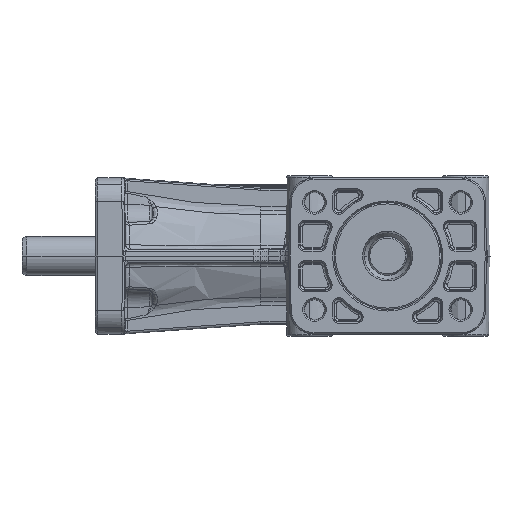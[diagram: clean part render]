
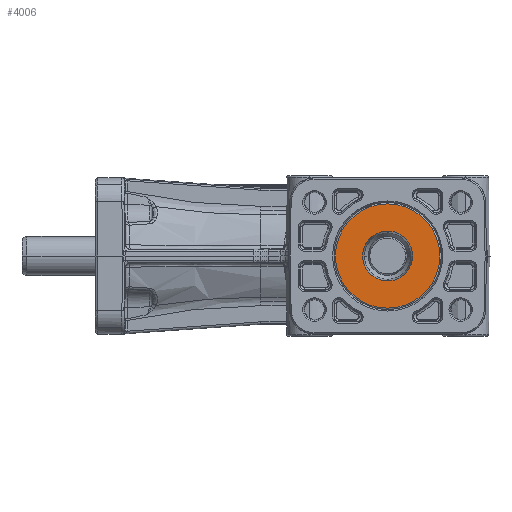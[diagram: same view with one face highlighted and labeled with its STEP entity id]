
A CAD part, left-side view. The second image highlights one B-rep face of the part: STEP entity #4006.
In plain terms, the highlighted planar face has unit normal (-1, 0, 0).
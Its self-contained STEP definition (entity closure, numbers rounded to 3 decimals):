
#4006=ADVANCED_FACE('',(#10321,#10322),#10323,.T.);
#10321=FACE_OUTER_BOUND('',#20685,.T.);
#10322=FACE_BOUND('',#20686,.T.);
#10323=PLANE('',#20687);
#20685=EDGE_LOOP('',(#108586,#108587,#108588));
#20686=EDGE_LOOP('',(#108589,#108590));
#20687=AXIS2_PLACEMENT_3D('',#108591,#108592,#108593);
#108586=ORIENTED_EDGE('',*,*,#128363,.F.);
#108587=ORIENTED_EDGE('',*,*,#128362,.F.);
#108588=ORIENTED_EDGE('',*,*,#128449,.F.);
#108589=ORIENTED_EDGE('',*,*,#128450,.T.);
#108590=ORIENTED_EDGE('',*,*,#128344,.T.);
#108591=CARTESIAN_POINT('',(-31.5,7.914,0.0));
#108592=DIRECTION('',(-1.0,0.0,0.0));
#108593=DIRECTION('',(0.0,0.0,1.0));
#128344=EDGE_CURVE('',#139858,#139855,#139859,.T.);
#128362=EDGE_CURVE('',#139883,#139885,#139886,.T.);
#128363=EDGE_CURVE('',#139885,#139887,#139888,.T.);
#128449=EDGE_CURVE('',#139887,#139883,#140019,.T.);
#128450=EDGE_CURVE('',#139855,#139858,#140020,.T.);
#139855=VERTEX_POINT('',#156591);
#139858=VERTEX_POINT('',#156595);
#139859=CIRCLE('',#156596,5.128);
#139883=VERTEX_POINT('',#156627);
#139885=VERTEX_POINT('',#156629);
#139886=CIRCLE('',#156630,10.7);
#139887=VERTEX_POINT('',#156631);
#139888=CIRCLE('',#156632,10.7);
#140019=CIRCLE('',#157458,10.7);
#140020=CIRCLE('',#157459,5.128);
#156591=CARTESIAN_POINT('',(-31.5,5.128,0.0));
#156595=CARTESIAN_POINT('',(-31.5,-5.128,0.));
#156596=AXIS2_PLACEMENT_3D('',#185652,#185653,#185654);
#156627=CARTESIAN_POINT('',(-31.5,0.,-10.7));
#156629=CARTESIAN_POINT('',(-31.5,10.7,0.0));
#156630=AXIS2_PLACEMENT_3D('',#185680,#185681,#185682);
#156631=CARTESIAN_POINT('',(-31.5,0.,10.7));
#156632=AXIS2_PLACEMENT_3D('',#185683,#185684,#185685);
#157458=AXIS2_PLACEMENT_3D('',#185752,#185753,#185754);
#157459=AXIS2_PLACEMENT_3D('',#185755,#185756,#185757);
#185652=CARTESIAN_POINT('',(-31.5,0.0,0.0));
#185653=DIRECTION('',(1.0,0.0,0.0));
#185654=DIRECTION('',(0.0,1.0,0.0));
#185680=CARTESIAN_POINT('',(-31.5,0.0,0.0));
#185681=DIRECTION('',(1.0,0.0,0.0));
#185682=DIRECTION('',(0.0,1.0,0.0));
#185683=CARTESIAN_POINT('',(-31.5,0.0,0.0));
#185684=DIRECTION('',(1.0,0.0,0.0));
#185685=DIRECTION('',(0.0,1.0,0.0));
#185752=CARTESIAN_POINT('',(-31.5,0.0,0.0));
#185753=DIRECTION('',(1.0,0.0,0.0));
#185754=DIRECTION('',(0.0,1.0,0.0));
#185755=CARTESIAN_POINT('',(-31.5,0.0,0.0));
#185756=DIRECTION('',(1.0,0.0,0.0));
#185757=DIRECTION('',(0.0,1.0,0.0));
